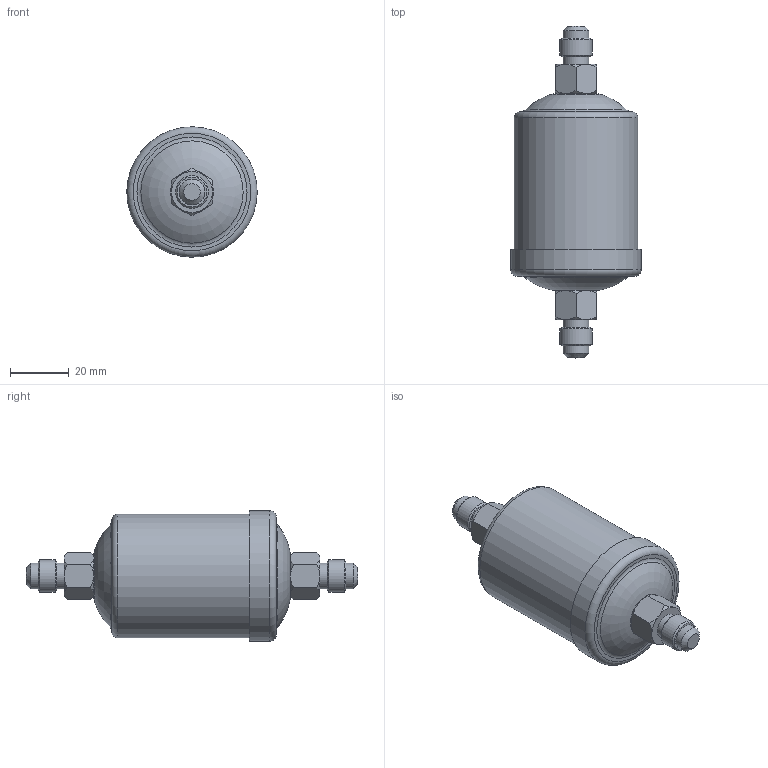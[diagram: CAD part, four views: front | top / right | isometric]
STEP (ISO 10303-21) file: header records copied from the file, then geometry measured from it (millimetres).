
FILE_DESCRIPTION(('TFLEX Exchange Step'),'2;1');
FILE_NAME('023B7101R - DFL 032 TW.stp', '2023-06-13T10:42:35+03:00',('RUCO2978'),('Unknown organisation'),'TFLEX Exchange 2022.1','T-FLEX CAD','Unknown authorisation');
FILE_SCHEMA( ('AP242_MANAGED_MODEL_BASED_3D_ENGINEERING_MIM_LF {1 0 10303 442 1 1 4 }') );
Length unit declared in the file: millimetre
Products named in the file (1): Nodes
Bounding box: 44.4 x 113 x 44.4 mm (x, y, z)
Volume: 91181.3 mm3; surface area: 12484.6 mm2
Topology: 1 solids, 1 shells, 70 faces, 167 edges, 110 vertices
Faces by surface type: cone 30, plane 25, cylinder 8, torus 7
Full cylindrical faces by diameter (mm): 8.7 x4, 11.16 x2, 42 x1, 44.4 x1
Entity records: 2241 total; most frequent: CARTESIAN_POINT 654, DIRECTION 328, ORIENTED_EDGE 292, AXIS2_PLACEMENT_3D 158, EDGE_CURVE 146, VERTEX_POINT 110, EDGE_LOOP 102, FACE_BOUND 102
